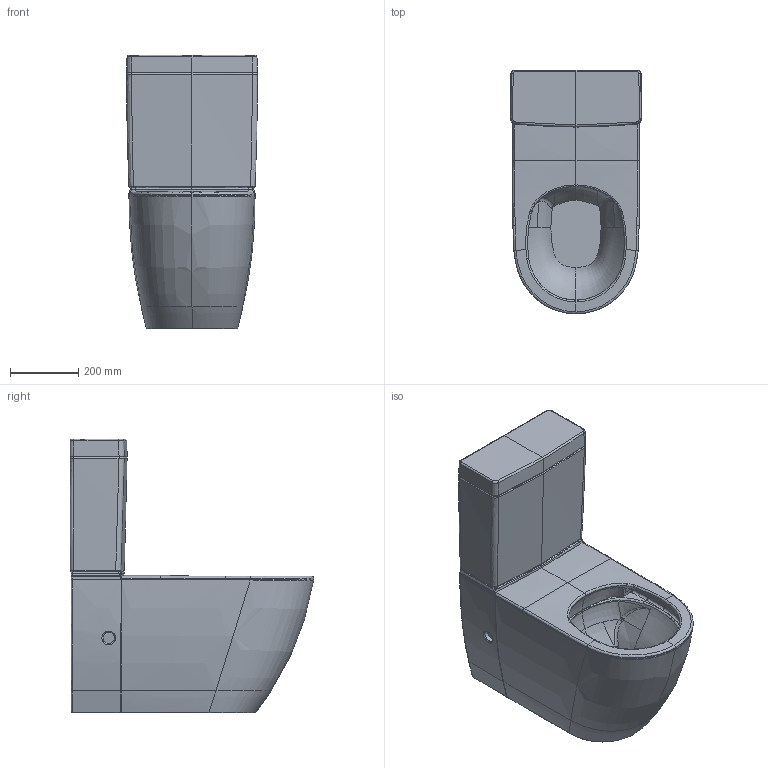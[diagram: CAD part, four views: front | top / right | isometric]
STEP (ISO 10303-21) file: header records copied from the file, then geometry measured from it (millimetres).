
FILE_DESCRIPTION(/* description */ (''),/* implementation_level */ '2;1');
FILE_NAME(/* name */ '4672F2_Subway 3.0_Fullmoon_model_for_communication.stp',/* time_stamp */ '2021-10-29T12:30:28+02:00',/* author */ (''),/* organization */ (''),/* preprocessor_version */ 'ST-DEVELOPER v18.1',/* originating_system */ 'SIEMENS PLM Software NX 1973',/* authorisation */ '');
FILE_SCHEMA (('AUTOMOTIVE_DESIGN { 1 0 10303 214 3 1 1 1 }'));
Products named in the file (1): koeb20184504qh3n
Bounding box: 383.15 x 712.68 x 802 mm (x, y, z)
Volume: 93039255 mm3; surface area: 1736452.4 mm2
Topology: 1 solids, 1 shells, 331 faces, 874 edges, 523 vertices
Faces by surface type: bspline 298, plane 19, cylinder 10, extrusion 2, sphere 2
Full cylindrical faces by diameter (mm): 34 x2
Entity records: 46468 total; most frequent: CARTESIAN_POINT 41194, ORIENTED_EDGE 1688, EDGE_CURVE 844, B_SPLINE_CURVE_WITH_KNOTS 648, VERTEX_POINT 521, EDGE_LOOP 337, ADVANCED_FACE 331, FACE_OUTER_BOUND 325
